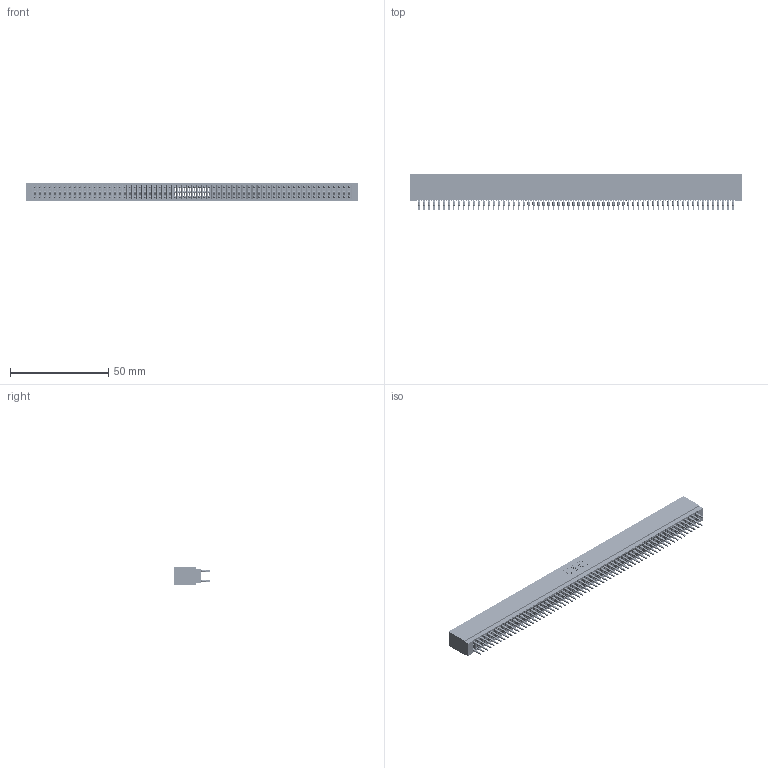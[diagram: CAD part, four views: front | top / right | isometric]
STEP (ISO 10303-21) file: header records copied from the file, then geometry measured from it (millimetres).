
FILE_DESCRIPTION (( 'STEP AP203' ), '1' );
FILE_NAME ('725-128-560-201.STEP', '2026-02-25T21:04:22', ( '' ), ( '' ), 'SwSTEP 2.0', 'SolidWorks 2023', '' );
FILE_SCHEMA (( 'CONFIG_CONTROL_DESIGN' ));
Length unit declared in the file: millimetre
Products named in the file (3): 745-292-001_560; 725-128-560-201; 725 Part_Insulator Option - 01
Assembly tree (129 placements, depth 2):
  725-128-560-201
    725 Part_Insulator Option - 01
    745-292-001_560  x128
Bounding box: 169.16 x 18.8 x 8.89 mm (x, y, z)
Volume: 13776.9 mm3; surface area: 31587.3 mm2
Topology: 129 solids, 129 shells, 12703 faces, 34750 edges, 22056 vertices
Faces by surface type: plane 6583, cylinder 2792, bspline 2560, torus 768
Entity records: 105029 total; most frequent: CARTESIAN_POINT 18713, ORIENTED_EDGE 18192, DIRECTION 15880, EDGE_CURVE 9096, LINE 8522, VECTOR 8522, VERTEX_POINT 5800, AXIS2_PLACEMENT_3D 3679
